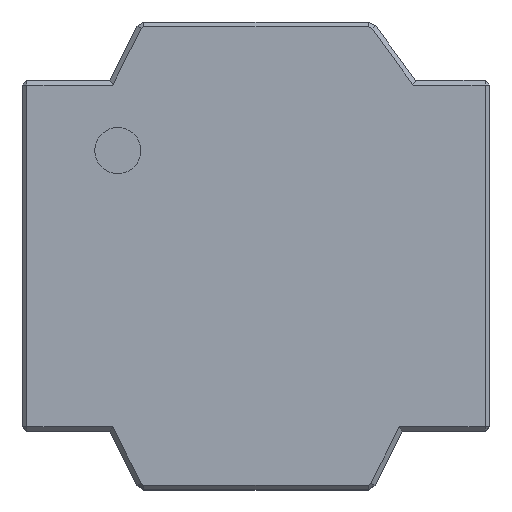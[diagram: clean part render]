
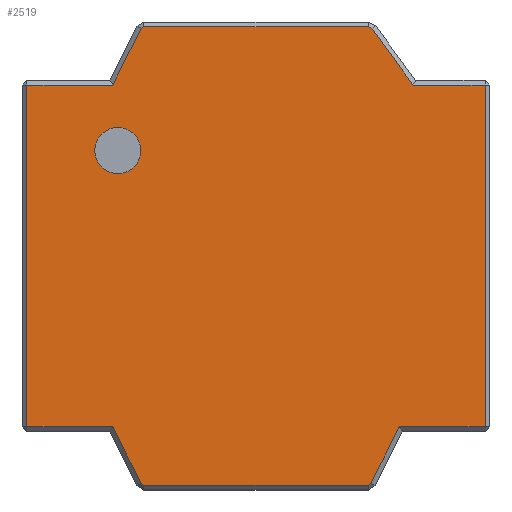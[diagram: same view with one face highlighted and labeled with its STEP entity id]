
A CAD part, top view. The second image highlights one B-rep face of the part: STEP entity #2519.
In plain terms, the highlighted planar face has unit normal (0, 0, 1).
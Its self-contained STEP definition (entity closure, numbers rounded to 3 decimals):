
#1488 = VERTEX_POINT('',#1489);
#1489 = CARTESIAN_POINT('',(-3.92,2.92,3.));
#1497 = VERTEX_POINT('',#1498);
#1498 = CARTESIAN_POINT('',(-2.451,2.92,3.));
#1504 = EDGE_CURVE('',#1488,#1497,#1505,.T.);
#1505 = LINE('',#1506,#1507);
#1506 = CARTESIAN_POINT('',(-4.,2.92,3.));
#1507 = VECTOR('',#1508,1.);
#1508 = DIRECTION('',(1.,0.,0.));
#1537 = VERTEX_POINT('',#1538);
#1538 = CARTESIAN_POINT('',(-1.964,3.893,3.));
#1544 = EDGE_CURVE('',#1497,#1537,#1545,.T.);
#1545 = LINE('',#1546,#1547);
#1546 = CARTESIAN_POINT('',(-2.428,2.964,3.));
#1547 = VECTOR('',#1548,1.);
#1548 = DIRECTION('',(0.447,0.894,0.));
#1560 = VERTEX_POINT('',#1561);
#1561 = CARTESIAN_POINT('',(-3.92,-2.92,3.));
#1567 = EDGE_CURVE('',#1488,#1560,#1568,.T.);
#1568 = LINE('',#1569,#1570);
#1569 = CARTESIAN_POINT('',(-3.92,3.,3.));
#1570 = VECTOR('',#1571,1.);
#1571 = DIRECTION('',(0.,-1.,0.));
#1583 = VERTEX_POINT('',#1584);
#1584 = CARTESIAN_POINT('',(-1.92,3.92,3.));
#1590 = EDGE_CURVE('',#1583,#1537,#1591,.T.);
#1591 = LINE('',#1592,#1593);
#1592 = CARTESIAN_POINT('',(-2.106,3.805,3.));
#1593 = VECTOR('',#1594,1.);
#1594 = DIRECTION('',(-0.851,-0.526,-0.));
#1625 = VERTEX_POINT('',#1626);
#1626 = CARTESIAN_POINT('',(1.92,3.92,3.));
#1632 = EDGE_CURVE('',#1583,#1625,#1633,.T.);
#1633 = LINE('',#1634,#1635);
#1634 = CARTESIAN_POINT('',(-2.,3.92,3.));
#1635 = VECTOR('',#1636,1.);
#1636 = DIRECTION('',(1.,0.,0.));
#1648 = VERTEX_POINT('',#1649);
#1649 = CARTESIAN_POINT('',(-2.451,-2.92,3.));
#1655 = EDGE_CURVE('',#1560,#1648,#1656,.T.);
#1656 = LINE('',#1657,#1658);
#1657 = CARTESIAN_POINT('',(-4.,-2.92,3.));
#1658 = VECTOR('',#1659,1.);
#1659 = DIRECTION('',(1.,0.,0.));
#1671 = EDGE_CURVE('',#1625,#1672,#1674,.T.);
#1672 = VERTEX_POINT('',#1673);
#1673 = CARTESIAN_POINT('',(1.983,3.888,3.));
#1674 = LINE('',#1675,#1676);
#1675 = CARTESIAN_POINT('',(1.948,3.906,3.));
#1676 = VECTOR('',#1677,1.);
#1677 = DIRECTION('',(0.892,-0.453,0.));
#1695 = VERTEX_POINT('',#1696);
#1696 = CARTESIAN_POINT('',(-1.964,-3.893,3.));
#1704 = EDGE_CURVE('',#1695,#1648,#1705,.T.);
#1705 = LINE('',#1706,#1707);
#1706 = CARTESIAN_POINT('',(-1.928,-3.964,3.));
#1707 = VECTOR('',#1708,1.);
#1708 = DIRECTION('',(-0.447,0.894,0.));
#1721 = VERTEX_POINT('',#1722);
#1722 = CARTESIAN_POINT('',(2.689,2.92,3.));
#1728 = EDGE_CURVE('',#1672,#1721,#1729,.T.);
#1729 = LINE('',#1730,#1731);
#1730 = CARTESIAN_POINT('',(1.935,3.953,3.));
#1731 = VECTOR('',#1732,1.);
#1732 = DIRECTION('',(0.59,-0.808,0.));
#1743 = VERTEX_POINT('',#1744);
#1744 = CARTESIAN_POINT('',(-1.92,-3.92,3.));
#1750 = EDGE_CURVE('',#1743,#1695,#1751,.T.);
#1751 = LINE('',#1752,#1753);
#1752 = CARTESIAN_POINT('',(-2.102,-3.807,3.));
#1753 = VECTOR('',#1754,1.);
#1754 = DIRECTION('',(-0.851,0.526,0.));
#1768 = EDGE_CURVE('',#1769,#1721,#1771,.T.);
#1769 = VERTEX_POINT('',#1770);
#1770 = CARTESIAN_POINT('',(3.92,2.92,3.));
#1771 = LINE('',#1772,#1773);
#1772 = CARTESIAN_POINT('',(4.,2.92,3.));
#1773 = VECTOR('',#1774,1.);
#1774 = DIRECTION('',(-1.,0.,0.));
#1793 = VERTEX_POINT('',#1794);
#1794 = CARTESIAN_POINT('',(1.92,-3.92,3.));
#1800 = EDGE_CURVE('',#1743,#1793,#1801,.T.);
#1801 = LINE('',#1802,#1803);
#1802 = CARTESIAN_POINT('',(-2.,-3.92,3.));
#1803 = VECTOR('',#1804,1.);
#1804 = DIRECTION('',(1.,0.,0.));
#1831 = VERTEX_POINT('',#1832);
#1832 = CARTESIAN_POINT('',(1.964,-3.893,3.));
#1838 = EDGE_CURVE('',#1831,#1793,#1839,.T.);
#1839 = LINE('',#1840,#1841);
#1840 = CARTESIAN_POINT('',(2.12,-3.797,3.));
#1841 = VECTOR('',#1842,1.);
#1842 = DIRECTION('',(-0.851,-0.526,-0.));
#1857 = VERTEX_POINT('',#1858);
#1858 = CARTESIAN_POINT('',(3.92,-2.92,3.));
#1864 = EDGE_CURVE('',#1769,#1857,#1865,.T.);
#1865 = LINE('',#1866,#1867);
#1866 = CARTESIAN_POINT('',(3.92,3.,3.));
#1867 = VECTOR('',#1868,1.);
#1868 = DIRECTION('',(0.,-1.,0.));
#1879 = VERTEX_POINT('',#1880);
#1880 = CARTESIAN_POINT('',(2.451,-2.92,3.));
#1888 = EDGE_CURVE('',#1879,#1831,#1889,.T.);
#1889 = LINE('',#1890,#1891);
#1890 = CARTESIAN_POINT('',(2.428,-2.964,3.));
#1891 = VECTOR('',#1892,1.);
#1892 = DIRECTION('',(-0.447,-0.894,0.));
#1921 = EDGE_CURVE('',#1857,#1879,#1922,.T.);
#1922 = LINE('',#1923,#1924);
#1923 = CARTESIAN_POINT('',(4.,-2.92,3.));
#1924 = VECTOR('',#1925,1.);
#1925 = DIRECTION('',(-1.,0.,0.));
#2519 = ADVANCED_FACE('',(#2520,#2538),#2549,.T.);
#2520 = FACE_BOUND('',#2521,.T.);
#2521 = EDGE_LOOP('',(#2522,#2523,#2524,#2525,#2526,#2527,#2528,#2529,
    #2530,#2531,#2532,#2533,#2534,#2535,#2536,#2537));
#2522 = ORIENTED_EDGE('',*,*,#1632,.F.);
#2523 = ORIENTED_EDGE('',*,*,#1590,.T.);
#2524 = ORIENTED_EDGE('',*,*,#1544,.F.);
#2525 = ORIENTED_EDGE('',*,*,#1504,.F.);
#2526 = ORIENTED_EDGE('',*,*,#1567,.T.);
#2527 = ORIENTED_EDGE('',*,*,#1655,.T.);
#2528 = ORIENTED_EDGE('',*,*,#1704,.F.);
#2529 = ORIENTED_EDGE('',*,*,#1750,.F.);
#2530 = ORIENTED_EDGE('',*,*,#1800,.T.);
#2531 = ORIENTED_EDGE('',*,*,#1838,.F.);
#2532 = ORIENTED_EDGE('',*,*,#1888,.F.);
#2533 = ORIENTED_EDGE('',*,*,#1921,.F.);
#2534 = ORIENTED_EDGE('',*,*,#1864,.F.);
#2535 = ORIENTED_EDGE('',*,*,#1768,.T.);
#2536 = ORIENTED_EDGE('',*,*,#1728,.F.);
#2537 = ORIENTED_EDGE('',*,*,#1671,.F.);
#2538 = FACE_BOUND('',#2539,.T.);
#2539 = EDGE_LOOP('',(#2540));
#2540 = ORIENTED_EDGE('',*,*,#2541,.F.);
#2541 = EDGE_CURVE('',#2542,#2542,#2544,.T.);
#2542 = VERTEX_POINT('',#2543);
#2543 = CARTESIAN_POINT('',(-1.968,1.8,3.));
#2544 = CIRCLE('',#2545,0.395);
#2545 = AXIS2_PLACEMENT_3D('',#2546,#2547,#2548);
#2546 = CARTESIAN_POINT('',(-2.363,1.8,3.));
#2547 = DIRECTION('',(0.,0.,1.));
#2548 = DIRECTION('',(1.,0.,0.));
#2549 = PLANE('',#2550);
#2550 = AXIS2_PLACEMENT_3D('',#2551,#2552,#2553);
#2551 = CARTESIAN_POINT('',(-0.006,-0.009,3.)
  );
#2552 = DIRECTION('',(0.,0.,1.));
#2553 = DIRECTION('',(0.,1.,0.));
